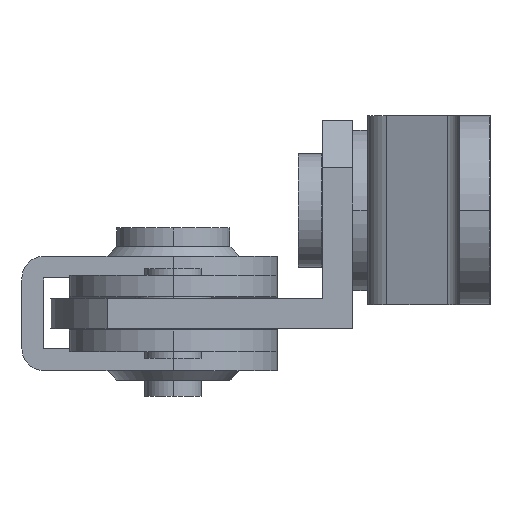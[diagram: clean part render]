
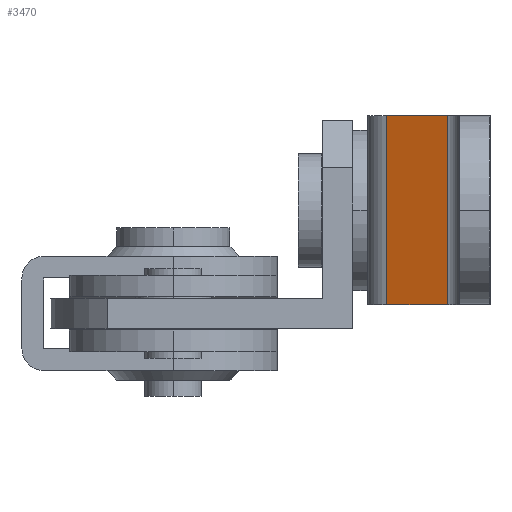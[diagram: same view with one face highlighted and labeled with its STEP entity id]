
A CAD part, left-side view. The second image highlights one B-rep face of the part: STEP entity #3470.
In plain terms, the highlighted planar face has unit normal (-0.936, 0.352, 0).
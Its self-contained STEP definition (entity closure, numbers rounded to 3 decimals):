
#401 = CARTESIAN_POINT ( 'NONE',  ( -11.095, 10.926, -10. ) ) ;
#402 = CARTESIAN_POINT ( 'NONE',  ( -13.513, 4.496, -10. ) ) ;
#403 = CARTESIAN_POINT ( 'NONE',  ( -13.513, 4.496, 10. ) ) ;
#404 = CARTESIAN_POINT ( 'NONE',  ( -11.095, 10.926, 10. ) ) ;
#596 = EDGE_LOOP ( 'NONE', ( #960, #962, #961, #963 ) ) ;
#960 = ORIENTED_EDGE ( 'NONE', *, *, #4918, .T. ) ;
#961 = ORIENTED_EDGE ( 'NONE', *, *, #4919, .F. ) ;
#962 = ORIENTED_EDGE ( 'NONE', *, *, #4917, .T. ) ;
#963 = ORIENTED_EDGE ( 'NONE', *, *, #4920, .T. ) ;
#2553 = VECTOR ( 'NONE', #4062, 1000. ) ;
#2554 = VECTOR ( 'NONE', #4065, 1000. ) ;
#2555 = VECTOR ( 'NONE', #4068, 1000. ) ;
#2557 = VECTOR ( 'NONE', #4071, 1000. ) ;
#2792 = AXIS2_PLACEMENT_3D ( 'NONE', #3691, #3692, #3693 ) ;
#2794 = FACE_OUTER_BOUND ( 'NONE', #596, .T. ) ;
#3470 = ADVANCED_FACE ( 'NONE', ( #2794 ), #3690, .F. ) ;
#3690 = PLANE ( 'NONE',  #2792 ) ;
#3691 = CARTESIAN_POINT ( 'NONE',  ( -10.316, 13., 10. ) ) ;
#3692 = DIRECTION ( 'NONE',  ( 0.936, -0.352, 0. ) ) ;
#3693 = DIRECTION ( 'NONE',  ( 0.352, 0.936, 0. ) ) ;
#4060 = LINE ( 'NONE', #4061, #2553 ) ;
#4061 = CARTESIAN_POINT ( 'NONE',  ( -13.513, 4.496, 10. ) ) ;
#4062 = DIRECTION ( 'NONE',  ( 0., 0., 1. ) ) ;
#4063 = LINE ( 'NONE', #4064, #2554 ) ;
#4064 = CARTESIAN_POINT ( 'NONE',  ( -10.316, 13., -10. ) ) ;
#4065 = DIRECTION ( 'NONE',  ( -0.352, -0.936, 0. ) ) ;
#4066 = LINE ( 'NONE', #4067, #2555 ) ;
#4067 = CARTESIAN_POINT ( 'NONE',  ( -10.316, 13., 10. ) ) ;
#4068 = DIRECTION ( 'NONE',  ( -0.352, -0.936, 0. ) ) ;
#4069 = LINE ( 'NONE', #4070, #2557 ) ;
#4070 = CARTESIAN_POINT ( 'NONE',  ( -11.095, 10.926, 10. ) ) ;
#4071 = DIRECTION ( 'NONE',  ( 0., 0., -1. ) ) ;
#4917 = EDGE_CURVE ( 'NONE', #5882, #5883, #4060, .T. ) ;
#4918 = EDGE_CURVE ( 'NONE', #5881, #5882, #4063, .T. ) ;
#4919 = EDGE_CURVE ( 'NONE', #5884, #5883, #4066, .T. ) ;
#4920 = EDGE_CURVE ( 'NONE', #5884, #5881, #4069, .T. ) ;
#5881 = VERTEX_POINT ( 'NONE', #401 ) ;
#5882 = VERTEX_POINT ( 'NONE', #402 ) ;
#5883 = VERTEX_POINT ( 'NONE', #403 ) ;
#5884 = VERTEX_POINT ( 'NONE', #404 ) ;
